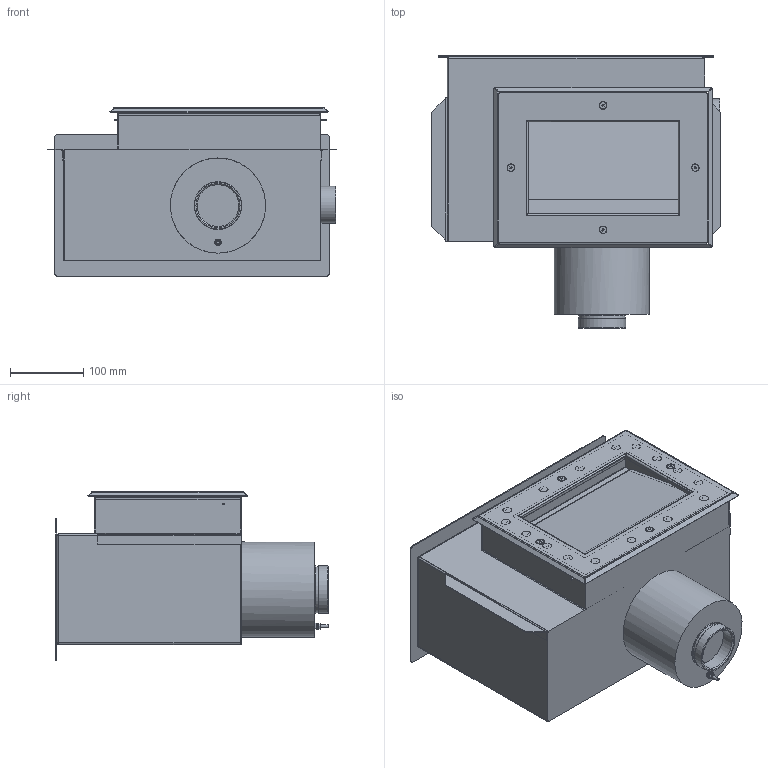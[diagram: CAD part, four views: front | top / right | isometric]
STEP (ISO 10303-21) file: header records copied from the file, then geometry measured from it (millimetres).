
FILE_DESCRIPTION (( 'STEP AP203' ), '1' );
FILE_NAME ('ÑÊ15.4.000.00.000 - Ñêèììåð.STEP', '2025-02-13T05:46:33', ( '' ), ( '' ), 'SwSTEP 2.0', 'SolidWorks 2022', '' );
FILE_SCHEMA (( 'CONFIG_CONTROL_DESIGN' ));
Length unit declared in the file: millimetre
Products named in the file (1): СК15.4.000.00.000 - Скиммер
Bounding box: 394.5 x 371.9 x 230.3 mm (x, y, z)
Volume: 15570642.8 mm3; surface area: 1248200 mm2
Topology: 36 solids, 36 shells, 978 faces, 2295 edges, 1408 vertices
Faces by surface type: plane 590, cylinder 243, cone 101, torus 25, bspline 19
Full cylindrical faces by diameter (mm): 2.4 x6, 3.02 x4, 3.2 x4, 3.3 x1, 4 x1, 4.02 x16, 4.2 x4, 4.3 x2, 5 x20, 6 x20, 7 x40, 7.5 x4, 9 x2, 9.64 x4, 11.57 x16, 20 x1, 44.8 x1, 50.8 x1, 57 x1, 63 x1, 63.5 x1, 65 x2, 130 x1
Entity records: 26891 total; most frequent: CARTESIAN_POINT 5398, DIRECTION 4461, ORIENTED_EDGE 3904, EDGE_CURVE 1952, AXIS2_PLACEMENT_3D 1625, EDGE_LOOP 1476, VERTEX_POINT 1338, LINE 1211
